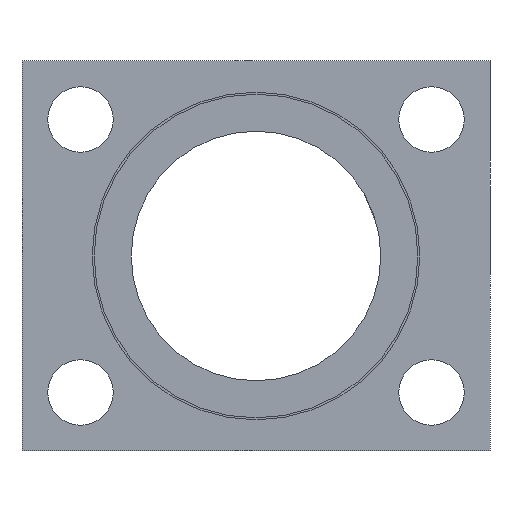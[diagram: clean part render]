
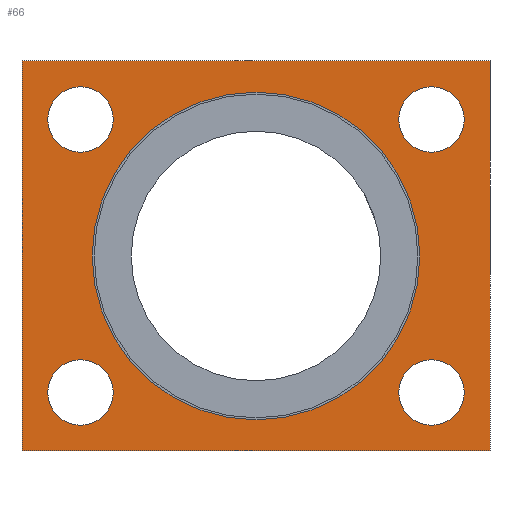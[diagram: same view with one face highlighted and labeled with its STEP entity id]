
A CAD part, left-side view. The second image highlights one B-rep face of the part: STEP entity #66.
In plain terms, the highlighted planar face has unit normal (-1, 0, 0).
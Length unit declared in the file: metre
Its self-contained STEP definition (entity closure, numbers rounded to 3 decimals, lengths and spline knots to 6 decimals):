
#66 = ADVANCED_FACE( '', ( #152, #153, #154, #155, #156, #157 ), #158, .F. );
#152 = FACE_BOUND( '', #269, .T. );
#153 = FACE_BOUND( '', #270, .T. );
#154 = FACE_BOUND( '', #271, .T. );
#155 = FACE_OUTER_BOUND( '', #272, .T. );
#156 = FACE_BOUND( '', #273, .T. );
#157 = FACE_BOUND( '', #274, .T. );
#158 = PLANE( '', #275 );
#269 = EDGE_LOOP( '', ( #396 ) );
#270 = EDGE_LOOP( '', ( #397 ) );
#271 = EDGE_LOOP( '', ( #398 ) );
#272 = EDGE_LOOP( '', ( #399, #400, #401, #402 ) );
#273 = EDGE_LOOP( '', ( #403 ) );
#274 = EDGE_LOOP( '', ( #404 ) );
#275 = AXIS2_PLACEMENT_3D( '', #405, #406, #407 );
#396 = ORIENTED_EDGE( '', *, *, #551, .T. );
#397 = ORIENTED_EDGE( '', *, *, #552, .T. );
#398 = ORIENTED_EDGE( '', *, *, #553, .T. );
#399 = ORIENTED_EDGE( '', *, *, #554, .T. );
#400 = ORIENTED_EDGE( '', *, *, #555, .T. );
#401 = ORIENTED_EDGE( '', *, *, #556, .T. );
#402 = ORIENTED_EDGE( '', *, *, #557, .F. );
#403 = ORIENTED_EDGE( '', *, *, #531, .T. );
#404 = ORIENTED_EDGE( '', *, *, #558, .T. );
#405 = CARTESIAN_POINT( '', ( -0.008, -0.1, -0.1 ) );
#406 = DIRECTION( '', ( 1., 0., 0. ) );
#407 = DIRECTION( '', ( 0., 0., -1. ) );
#531 = EDGE_CURVE( '', #598, #598, #599, .T. );
#551 = EDGE_CURVE( '', #631, #631, #632, .T. );
#552 = EDGE_CURVE( '', #633, #633, #634, .T. );
#553 = EDGE_CURVE( '', #635, #635, #636, .T. );
#554 = EDGE_CURVE( '', #637, #638, #639, .T. );
#555 = EDGE_CURVE( '', #638, #640, #641, .T. );
#556 = EDGE_CURVE( '', #640, #642, #643, .T. );
#557 = EDGE_CURVE( '', #637, #642, #644, .T. );
#558 = EDGE_CURVE( '', #645, #645, #646, .T. );
#598 = VERTEX_POINT( '', #696 );
#599 = CIRCLE( '', #697, 0.0042 );
#631 = VERTEX_POINT( '', #788 );
#632 = CIRCLE( '', #789, 0.0042 );
#633 = VERTEX_POINT( '', #790 );
#634 = CIRCLE( '', #791, 0.0042 );
#635 = VERTEX_POINT( '', #792 );
#636 = CIRCLE( '', #793, 0.021 );
#637 = VERTEX_POINT( '', #794 );
#638 = VERTEX_POINT( '', #795 );
#639 = LINE( '', #796, #797 );
#640 = VERTEX_POINT( '', #798 );
#641 = LINE( '', #799, #800 );
#642 = VERTEX_POINT( '', #801 );
#643 = LINE( '', #802, #803 );
#644 = LINE( '', #804, #805 );
#645 = VERTEX_POINT( '', #806 );
#646 = CIRCLE( '', #807, 0.0042 );
#696 = CARTESIAN_POINT( '', ( -0.008, -0.0267, -0.0175 ) );
#697 = AXIS2_PLACEMENT_3D( '', #866, #867, #868 );
#788 = CARTESIAN_POINT( '', ( -0.008, 0.0183, -0.0175 ) );
#789 = AXIS2_PLACEMENT_3D( '', #902, #903, #904 );
#790 = CARTESIAN_POINT( '', ( -0.008, -0.0267, 0.0175 ) );
#791 = AXIS2_PLACEMENT_3D( '', #905, #906, #907 );
#792 = CARTESIAN_POINT( '', ( -0.008, 0.021, 0. ) );
#793 = AXIS2_PLACEMENT_3D( '', #908, #909, #910 );
#794 = CARTESIAN_POINT( '', ( -0.008, 0.03, 0.025 ) );
#795 = CARTESIAN_POINT( '', ( -0.008, 0.03, -0.025 ) );
#796 = CARTESIAN_POINT( '', ( -0.008, 0.03, 0.025 ) );
#797 = VECTOR( '', #911, 1. );
#798 = CARTESIAN_POINT( '', ( -0.008, -0.03, -0.025 ) );
#799 = CARTESIAN_POINT( '', ( -0.008, 0.03, -0.025 ) );
#800 = VECTOR( '', #912, 1. );
#801 = CARTESIAN_POINT( '', ( -0.008, -0.03, 0.025 ) );
#802 = CARTESIAN_POINT( '', ( -0.008, -0.03, 0.025 ) );
#803 = VECTOR( '', #913, 1. );
#804 = CARTESIAN_POINT( '', ( -0.008, 0.03, 0.025 ) );
#805 = VECTOR( '', #914, 1. );
#806 = CARTESIAN_POINT( '', ( -0.008, 0.0183, 0.0175 ) );
#807 = AXIS2_PLACEMENT_3D( '', #915, #916, #917 );
#866 = CARTESIAN_POINT( '', ( -0.008, -0.0225, -0.0175 ) );
#867 = DIRECTION( '', ( 1., 0., 0. ) );
#868 = DIRECTION( '', ( 0., -1., 0. ) );
#902 = CARTESIAN_POINT( '', ( -0.008, 0.0225, -0.0175 ) );
#903 = DIRECTION( '', ( 1., 0., 0. ) );
#904 = DIRECTION( '', ( 0., -1., 0. ) );
#905 = CARTESIAN_POINT( '', ( -0.008, -0.0225, 0.0175 ) );
#906 = DIRECTION( '', ( 1., 0., 0. ) );
#907 = DIRECTION( '', ( 0., -1., 0. ) );
#908 = CARTESIAN_POINT( '', ( -0.008, 0., 0. ) );
#909 = DIRECTION( '', ( 1., 0., 0. ) );
#910 = DIRECTION( '', ( 0., 1., 0. ) );
#911 = DIRECTION( '', ( 0., 0., -1. ) );
#912 = DIRECTION( '', ( 0., -1., 0. ) );
#913 = DIRECTION( '', ( 0., 0., 1. ) );
#914 = DIRECTION( '', ( 0., -1., 0. ) );
#915 = CARTESIAN_POINT( '', ( -0.008, 0.0225, 0.0175 ) );
#916 = DIRECTION( '', ( 1., 0., 0. ) );
#917 = DIRECTION( '', ( 0., -1., 0. ) );
